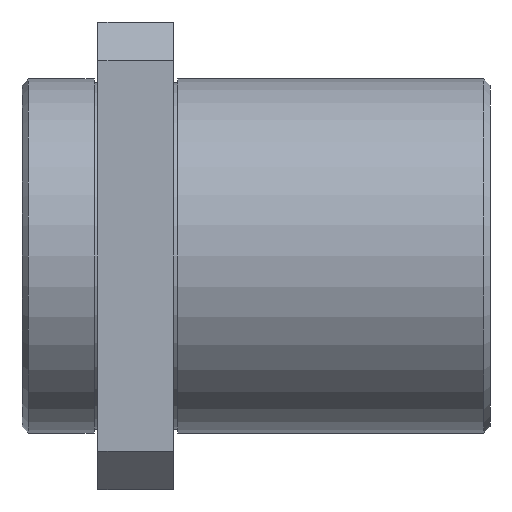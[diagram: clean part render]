
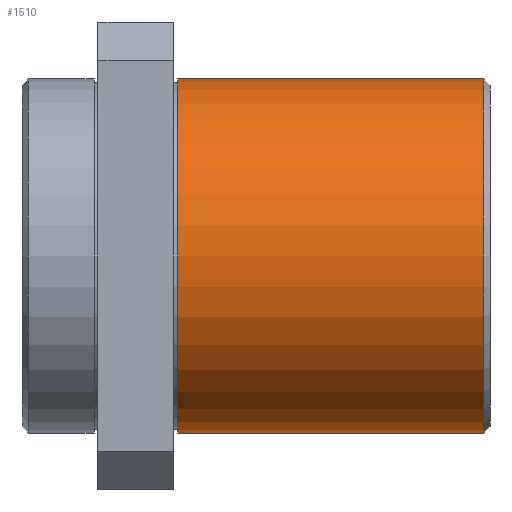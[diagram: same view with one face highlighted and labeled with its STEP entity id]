
A CAD part, front view. The second image highlights one B-rep face of the part: STEP entity #1510.
In plain terms, the highlighted cylindrical face has radius 14 mm (diameter 28 mm), a partial arc.
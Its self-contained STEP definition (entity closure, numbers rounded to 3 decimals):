
#31 = CARTESIAN_POINT ( 'NONE',  ( 6.3, 0., 14. ) ) ;
#43 = CARTESIAN_POINT ( 'NONE',  ( 30.5, 0., -14. ) ) ;
#52 = CARTESIAN_POINT ( 'NONE',  ( 6.3, 0., -14. ) ) ;
#73 = CARTESIAN_POINT ( 'NONE',  ( 30.5, 0., 14. ) ) ;
#202 = CARTESIAN_POINT ( 'NONE',  ( -6., 0., 0. ) ) ;
#205 = DIRECTION ( 'NONE',  ( 1., 0., 0. ) ) ;
#206 = DIRECTION ( 'NONE',  ( 0., 0., -1. ) ) ;
#379 = EDGE_CURVE ( 'NONE', #1292, #1354, #1066, .T. ) ;
#381 = EDGE_CURVE ( 'NONE', #1328, #1316, #1133, .T. ) ;
#443 = DIRECTION ( 'NONE',  ( -1., 0., 0. ) ) ;
#445 = DIRECTION ( 'NONE',  ( 0., 0., 1. ) ) ;
#447 = CARTESIAN_POINT ( 'NONE',  ( 6.3, 0., 0. ) ) ;
#451 = CARTESIAN_POINT ( 'NONE',  ( 30.5, 0., 0. ) ) ;
#499 = EDGE_LOOP ( 'NONE', ( #732, #746, #734, #776 ) ) ;
#703 = AXIS2_PLACEMENT_3D ( 'NONE', #451, #1535, #1377 ) ;
#704 = EDGE_CURVE ( 'NONE', #1328, #1292, #1235, .T. ) ;
#707 = EDGE_CURVE ( 'NONE', #1316, #1354, #1232, .T. ) ;
#711 = AXIS2_PLACEMENT_3D ( 'NONE', #447, #443, #445 ) ;
#732 = ORIENTED_EDGE ( 'NONE', *, *, #379, .F. ) ;
#734 = ORIENTED_EDGE ( 'NONE', *, *, #381, .T. ) ;
#746 = ORIENTED_EDGE ( 'NONE', *, *, #704, .F. ) ;
#776 = ORIENTED_EDGE ( 'NONE', *, *, #707, .T. ) ;
#896 = AXIS2_PLACEMENT_3D ( 'NONE', #202, #205, #206 ) ;
#1066 = LINE ( 'NONE', #1384, #1071 ) ;
#1071 = VECTOR ( 'NONE', #1475, 1000. ) ;
#1097 = VECTOR ( 'NONE', #1390, 1000. ) ;
#1133 = LINE ( 'NONE', #1465, #1097 ) ;
#1232 = CIRCLE ( 'NONE', #703, 14. ) ;
#1235 = CIRCLE ( 'NONE', #711, 14. ) ;
#1254 = FACE_OUTER_BOUND ( 'NONE', #499, .T. ) ;
#1257 = CYLINDRICAL_SURFACE ( 'NONE', #896, 14. ) ;
#1292 = VERTEX_POINT ( 'NONE', #31 ) ;
#1316 = VERTEX_POINT ( 'NONE', #43 ) ;
#1328 = VERTEX_POINT ( 'NONE', #52 ) ;
#1354 = VERTEX_POINT ( 'NONE', #73 ) ;
#1377 = DIRECTION ( 'NONE',  ( 0., 0., -1. ) ) ;
#1384 = CARTESIAN_POINT ( 'NONE',  ( -6., 0., 14. ) ) ;
#1390 = DIRECTION ( 'NONE',  ( 1., 0., 0. ) ) ;
#1465 = CARTESIAN_POINT ( 'NONE',  ( -6., 0., -14. ) ) ;
#1475 = DIRECTION ( 'NONE',  ( 1., 0., 0. ) ) ;
#1510 = ADVANCED_FACE ( 'NONE', ( #1254 ), #1257, .T. ) ;
#1535 = DIRECTION ( 'NONE',  ( -1., 0., 0. ) ) ;
